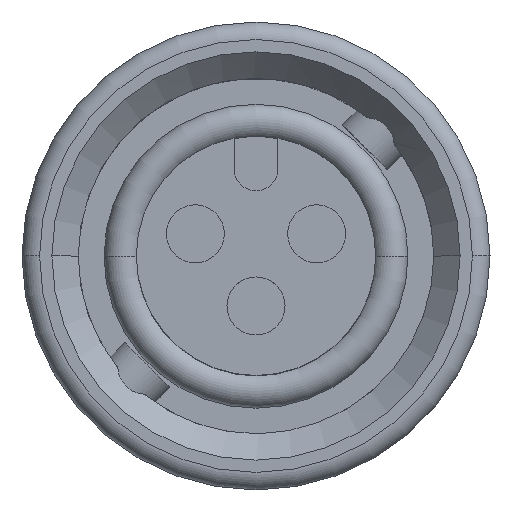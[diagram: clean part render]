
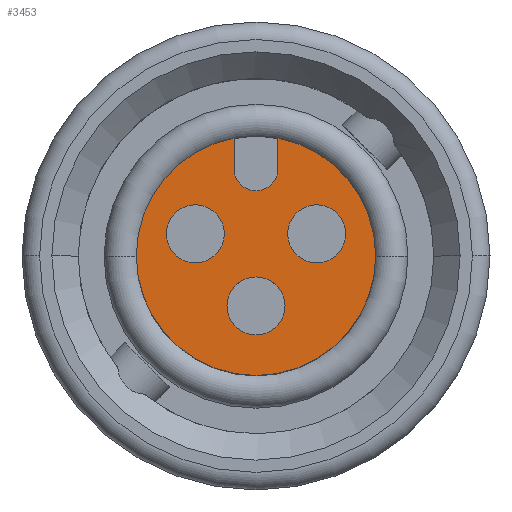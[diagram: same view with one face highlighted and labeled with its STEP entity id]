
A CAD part, top view. The second image highlights one B-rep face of the part: STEP entity #3453.
In plain terms, the highlighted planar face has unit normal (0, 0, 1).
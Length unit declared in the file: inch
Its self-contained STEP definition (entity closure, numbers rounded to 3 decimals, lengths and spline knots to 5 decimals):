
#261 = VECTOR ( 'NONE', #8892, 39.37008 ) ;
#289 = AXIS2_PLACEMENT_3D ( 'NONE', #5420, #738, #6214 ) ;
#371 = CARTESIAN_POINT ( 'NONE',  ( 0., 0., 0.9 ) ) ;
#372 = EDGE_CURVE ( 'NONE', #8637, #9359, #920, .T. ) ;
#699 = EDGE_CURVE ( 'NONE', #9359, #8637, #7765, .T. ) ;
#738 = DIRECTION ( 'NONE',  ( 0., 0., -1. ) ) ;
#794 = DIRECTION ( 'NONE',  ( 0., -1., 0. ) ) ;
#845 = CARTESIAN_POINT ( 'NONE',  ( 0.069, 0.058, 0.9 ) ) ;
#852 = ORIENTED_EDGE ( 'NONE', *, *, #8231, .T. ) ;
#868 = AXIS2_PLACEMENT_3D ( 'NONE', #2570, #8027, #3343 ) ;
#874 = CIRCLE ( 'NONE', #1939, 0.033 ) ;
#920 = CIRCLE ( 'NONE', #5780, 0.033 ) ;
#932 = DIRECTION ( 'NONE',  ( 0., 0., -1. ) ) ;
#937 = CARTESIAN_POINT ( 'NONE',  ( 0., 0., 0.9 ) ) ;
#989 = EDGE_LOOP ( 'NONE', ( #2533, #3730 ) ) ;
#992 = CARTESIAN_POINT ( 'NONE',  ( -0.136, 0., 0.9 ) ) ;
#1156 = DIRECTION ( 'NONE',  ( 1., 0., 0. ) ) ;
#1295 = CARTESIAN_POINT ( 'NONE',  ( 0., -0.09, 0.9 ) ) ;
#1379 = CIRCLE ( 'NONE', #3920, 0.136 ) ;
#1511 = CARTESIAN_POINT ( 'NONE',  ( -0.025, 0.13368, 0.9 ) ) ;
#1685 = DIRECTION ( 'NONE',  ( 0., 0., -1. ) ) ;
#1719 = DIRECTION ( 'NONE',  ( 1., 0., 0. ) ) ;
#1939 = AXIS2_PLACEMENT_3D ( 'NONE', #5619, #932, #6409 ) ;
#2172 = PLANE ( 'NONE',  #2460 ) ;
#2182 = ORIENTED_EDGE ( 'NONE', *, *, #372, .T. ) ;
#2406 = DIRECTION ( 'NONE',  ( 0., 0., 1. ) ) ;
#2460 = AXIS2_PLACEMENT_3D ( 'NONE', #9180, #3737, #9217 ) ;
#2533 = ORIENTED_EDGE ( 'NONE', *, *, #8941, .T. ) ;
#2570 = CARTESIAN_POINT ( 'NONE',  ( -0.069, 0.025, 0.9 ) ) ;
#2602 = EDGE_CURVE ( 'NONE', #5094, #3645, #8113, .T. ) ;
#3079 = CARTESIAN_POINT ( 'NONE',  ( -0.069, -0.008, 0.9 ) ) ;
#3232 = ORIENTED_EDGE ( 'NONE', *, *, #8566, .F. ) ;
#3322 = CARTESIAN_POINT ( 'NONE',  ( 0.069, -0.008, 0.9 ) ) ;
#3343 = DIRECTION ( 'NONE',  ( 0., -1., 0. ) ) ;
#3418 = ORIENTED_EDGE ( 'NONE', *, *, #2602, .F. ) ;
#3453 = ADVANCED_FACE ( 'NONE', ( #4080, #7985, #9815, #5917 ), #2172, .T. ) ;
#3604 = ORIENTED_EDGE ( 'NONE', *, *, #5999, .T. ) ;
#3612 = CARTESIAN_POINT ( 'NONE',  ( 0.069, 0.025, 0.9 ) ) ;
#3630 = ORIENTED_EDGE ( 'NONE', *, *, #5294, .F. ) ;
#3645 = VERTEX_POINT ( 'NONE', #4704 ) ;
#3730 = ORIENTED_EDGE ( 'NONE', *, *, #4850, .T. ) ;
#3737 = DIRECTION ( 'NONE',  ( 0., 0., 1. ) ) ;
#3811 = CIRCLE ( 'NONE', #7253, 0.136 ) ;
#3920 = AXIS2_PLACEMENT_3D ( 'NONE', #371, #5855, #1156 ) ;
#4057 = VERTEX_POINT ( 'NONE', #5736 ) ;
#4080 = FACE_BOUND ( 'NONE', #7185, .T. ) ;
#4401 = DIRECTION ( 'NONE',  ( 0., -1., 0. ) ) ;
#4608 = CARTESIAN_POINT ( 'NONE',  ( 0., 0.099, 0.9 ) ) ;
#4704 = CARTESIAN_POINT ( 'NONE',  ( 0.025, 0.099, 0.9 ) ) ;
#4735 = ORIENTED_EDGE ( 'NONE', *, *, #699, .T. ) ;
#4850 = EDGE_CURVE ( 'NONE', #6244, #6179, #5907, .T. ) ;
#5006 = CARTESIAN_POINT ( 'NONE',  ( -0.025, 0., 0.9 ) ) ;
#5015 = EDGE_CURVE ( 'NONE', #4057, #8652, #5416, .T. ) ;
#5094 = VERTEX_POINT ( 'NONE', #5623 ) ;
#5294 = EDGE_CURVE ( 'NONE', #5876, #5094, #6517, .T. ) ;
#5363 = AXIS2_PLACEMENT_3D ( 'NONE', #3612, #9087, #4401 ) ;
#5398 = DIRECTION ( 'NONE',  ( 1., 0., 0. ) ) ;
#5416 = CIRCLE ( 'NONE', #7628, 0.033 ) ;
#5420 = CARTESIAN_POINT ( 'NONE',  ( 0.069, 0.025, 0.9 ) ) ;
#5470 = AXIS2_PLACEMENT_3D ( 'NONE', #4608, #10065, #5398 ) ;
#5476 = DIRECTION ( 'NONE',  ( 0., 0., -1. ) ) ;
#5486 = EDGE_LOOP ( 'NONE', ( #3630, #3604, #852, #6573, #3232, #3418 ) ) ;
#5619 = CARTESIAN_POINT ( 'NONE',  ( 0., -0.057, 0.9 ) ) ;
#5623 = CARTESIAN_POINT ( 'NONE',  ( -0.025, 0.099, 0.9 ) ) ;
#5736 = CARTESIAN_POINT ( 'NONE',  ( 0., -0.024, 0.9 ) ) ;
#5780 = AXIS2_PLACEMENT_3D ( 'NONE', #10141, #5476, #794 ) ;
#5855 = DIRECTION ( 'NONE',  ( 0., 0., 1. ) ) ;
#5876 = VERTEX_POINT ( 'NONE', #1511 ) ;
#5893 = CARTESIAN_POINT ( 'NONE',  ( 0.025, 0.099, 0.9 ) ) ;
#5907 = CIRCLE ( 'NONE', #289, 0.033 ) ;
#5917 = FACE_BOUND ( 'NONE', #10074, .T. ) ;
#5999 = EDGE_CURVE ( 'NONE', #5876, #7800, #3811, .T. ) ;
#6179 = VERTEX_POINT ( 'NONE', #3322 ) ;
#6214 = DIRECTION ( 'NONE',  ( 0., -1., 0. ) ) ;
#6244 = VERTEX_POINT ( 'NONE', #845 ) ;
#6377 = CARTESIAN_POINT ( 'NONE',  ( 0., -0.057, 0.9 ) ) ;
#6409 = DIRECTION ( 'NONE',  ( 0., -1., 0. ) ) ;
#6414 = DIRECTION ( 'NONE',  ( 0., 0., 1. ) ) ;
#6505 = ORIENTED_EDGE ( 'NONE', *, *, #7050, .T. ) ;
#6514 = VERTEX_POINT ( 'NONE', #6617 ) ;
#6517 = LINE ( 'NONE', #5006, #261 ) ;
#6573 = ORIENTED_EDGE ( 'NONE', *, *, #9791, .T. ) ;
#6617 = CARTESIAN_POINT ( 'NONE',  ( 0.136, 0., 0.9 ) ) ;
#6674 = DIRECTION ( 'NONE',  ( 0., 1., 0. ) ) ;
#6706 = CARTESIAN_POINT ( 'NONE',  ( -0.069, 0.058, 0.9 ) ) ;
#6858 = VECTOR ( 'NONE', #6674, 39.37008 ) ;
#7050 = EDGE_CURVE ( 'NONE', #8652, #4057, #874, .T. ) ;
#7091 = CARTESIAN_POINT ( 'NONE',  ( 0., 0., 0.9 ) ) ;
#7160 = DIRECTION ( 'NONE',  ( 0., -1., 0. ) ) ;
#7185 = EDGE_LOOP ( 'NONE', ( #4735, #2182 ) ) ;
#7190 = ORIENTED_EDGE ( 'NONE', *, *, #5015, .T. ) ;
#7253 = AXIS2_PLACEMENT_3D ( 'NONE', #7091, #2406, #7864 ) ;
#7586 = CIRCLE ( 'NONE', #9933, 0.136 ) ;
#7628 = AXIS2_PLACEMENT_3D ( 'NONE', #6377, #1685, #7160 ) ;
#7765 = CIRCLE ( 'NONE', #868, 0.033 ) ;
#7800 = VERTEX_POINT ( 'NONE', #992 ) ;
#7864 = DIRECTION ( 'NONE',  ( 1., 0., 0. ) ) ;
#7985 = FACE_OUTER_BOUND ( 'NONE', #5486, .T. ) ;
#8027 = DIRECTION ( 'NONE',  ( 0., 0., -1. ) ) ;
#8113 = CIRCLE ( 'NONE', #5470, 0.025 ) ;
#8231 = EDGE_CURVE ( 'NONE', #7800, #6514, #7586, .T. ) ;
#8566 = EDGE_CURVE ( 'NONE', #3645, #9848, #8930, .T. ) ;
#8637 = VERTEX_POINT ( 'NONE', #6706 ) ;
#8652 = VERTEX_POINT ( 'NONE', #1295 ) ;
#8892 = DIRECTION ( 'NONE',  ( 0., -1., 0. ) ) ;
#8930 = LINE ( 'NONE', #5893, #6858 ) ;
#8941 = EDGE_CURVE ( 'NONE', #6179, #6244, #9823, .T. ) ;
#9087 = DIRECTION ( 'NONE',  ( 0., 0., -1. ) ) ;
#9180 = CARTESIAN_POINT ( 'NONE',  ( 0., 0., 0.9 ) ) ;
#9217 = DIRECTION ( 'NONE',  ( 1., 0., 0. ) ) ;
#9359 = VERTEX_POINT ( 'NONE', #3079 ) ;
#9739 = CARTESIAN_POINT ( 'NONE',  ( 0.025, 0.13368, 0.9 ) ) ;
#9791 = EDGE_CURVE ( 'NONE', #6514, #9848, #1379, .T. ) ;
#9815 = FACE_BOUND ( 'NONE', #989, .T. ) ;
#9823 = CIRCLE ( 'NONE', #5363, 0.033 ) ;
#9848 = VERTEX_POINT ( 'NONE', #9739 ) ;
#9933 = AXIS2_PLACEMENT_3D ( 'NONE', #937, #6414, #1719 ) ;
#10065 = DIRECTION ( 'NONE',  ( 0., 0., 1. ) ) ;
#10074 = EDGE_LOOP ( 'NONE', ( #6505, #7190 ) ) ;
#10141 = CARTESIAN_POINT ( 'NONE',  ( -0.069, 0.025, 0.9 ) ) ;
